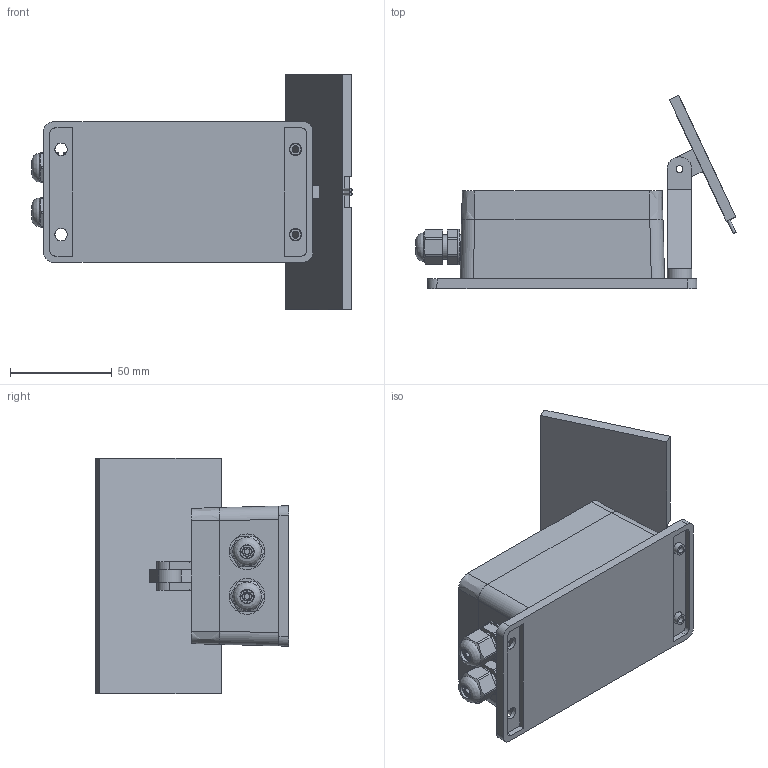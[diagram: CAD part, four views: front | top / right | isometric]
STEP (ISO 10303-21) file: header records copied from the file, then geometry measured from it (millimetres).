
FILE_DESCRIPTION(/* description */ (''),/* implementation_level */ '2;1');
FILE_NAME(/* name */ 'Enclusure v14.step',/* time_stamp */ '2022-04-24T23:22:11+01:00',/* author */ (''),/* organization */ (''),/* preprocessor_version */ 'ST-DEVELOPER v18.1',/* originating_system */ 'Autodesk Translation Framework v10.14.0.1471',/* authorisation */ '');
FILE_SCHEMA (('AUTOMOTIVE_DESIGN { 1 0 10303 214 3 1 1 }'));
Length unit declared in the file: millimetre
Products named in the file (21): Enclusure; Case; Cable Glangs; PG7; Top Cover; Panel Mount; part 1; part 2; 1W Panel; PCB_Real v1; PinSocket_1x05_P2.54mm_Vertical; SOLID (3); PinSocket_1x03_P2.54mm_Vertical; SOLID (4); PinHeader_1x02_P2.54mm_Vertical; SOLID; LED_D5.0mm; SOLID (1); R_Axial_DIN0204_L3.6mm_D1.6mm_P7.62mm_Horizontal; SOLID (2); COMPOUND
Assembly tree (21 placements, depth 4):
  Enclusure
    Case
    Cable Glangs
      PG7  x2
    Top Cover
    Panel Mount
      part 1
      part 2
    1W Panel
    PCB_Real v1
      PinSocket_1x05_P2.54mm_Vertical
        SOLID (3)
      PinSocket_1x03_P2.54mm_Vertical
        SOLID (4)
      PinHeader_1x02_P2.54mm_Vertical
        SOLID
      LED_D5.0mm
        SOLID (1)
      R_Axial_DIN0204_L3.6mm_D1.6mm_P7.62mm_Horizontal
        SOLID (2)
      COMPOUND
Bounding box: 157.5 x 95.05 x 116 mm (x, y, z)
Volume: 141609.6 mm3; surface area: 122248.5 mm2
Topology: 21 solids, 21 shells, 895 faces, 2299 edges, 1491 vertices
Faces by surface type: plane 533, cylinder 243, cone 66, bspline 46, torus 6, sphere 1
Full cylindrical faces by diameter (mm): 0.5 x4, 0.7 x2, 0.762 x32, 0.8 x28, 0.9 x2, 1 x10, 1.44 x1, 1.52 x2, 1.6 x4, 3.4 x5, 4.9 x1, 5.5 x2, 6.7 x2, 7 x2, 7.5 x2, 11 x2, 12 x10, 17.5 x2
Entity records: 26380 total; most frequent: CARTESIAN_POINT 5603, DIRECTION 4097, ORIENTED_EDGE 4052, EDGE_CURVE 2026, LINE 1421, VECTOR 1421, AXIS2_PLACEMENT_3D 1338, VERTEX_POINT 1318
